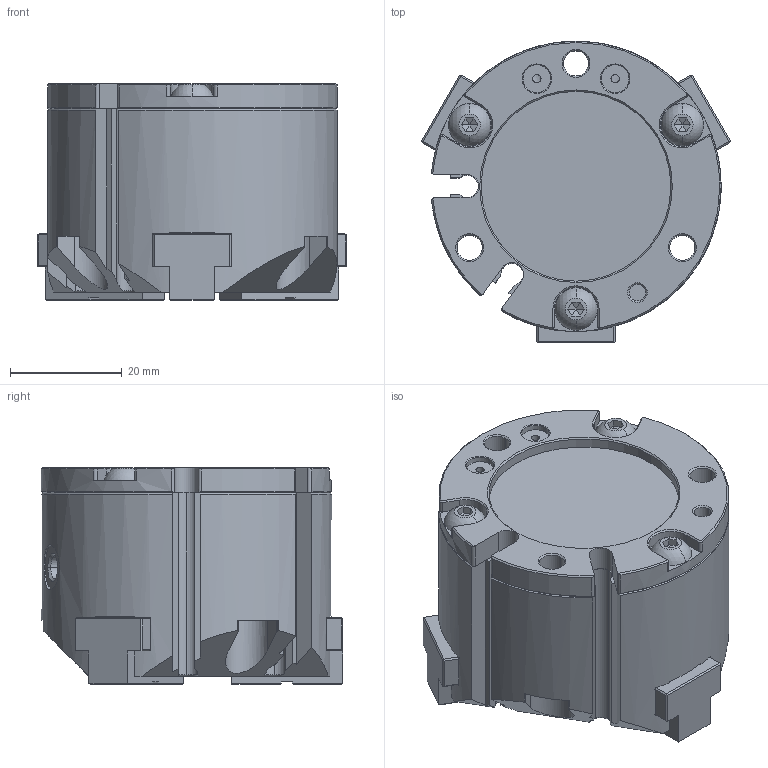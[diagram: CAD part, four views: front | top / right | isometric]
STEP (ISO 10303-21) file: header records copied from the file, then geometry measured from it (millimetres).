
FILE_DESCRIPTION (( 'STEP AP203' ), '1' );
FILE_NAME ('FY46(SN)-SMC-D32三爪总成.STEP', '2020-03-17T08:08:02', ( 'User' ), ( 'Microsoft' ), 'SwSTEP 2.0', 'SolidWorks 2015', '' );
FILE_SCHEMA (( 'CONFIG_CONTROL_DESIGN' ));
Length unit declared in the file: millimetre
Products named in the file (8): hexagon socket button head screws gb_GB_SOCKET_TYPE7 M4X8-N; 1.5875; FY46(SN)-SMC-D32三爪总成; FY46(SN)-SC-D32褲极; FY46(SN)-SMC-D32賑輸; FY46(SN)-SC-D32前盖; cross recessed countersunk head screws gb1_GB_CROSS_SCREWS_TYPE4 M2X5-3.8  H type-N; FY46(SN)-SC-D32綴裔
Assembly tree (13 placements, depth 2):
  FY46(SN)-SMC-D32三爪总成
    FY46(SN)-SC-D32褲极
    FY46(SN)-SMC-D32賑輸  x3
    FY46(SN)-SC-D32前盖
    cross recessed countersunk head screws gb1_GB_CROSS_SCREWS_TYPE4 M2X5-3.8  H type-N  x3
    FY46(SN)-SC-D32綴裔
    hexagon socket button head screws gb_GB_SOCKET_TYPE7 M4X8-N  x3
    1.5875
Bounding box: 55.25 x 54 x 38.85 mm (x, y, z)
Volume: 69899.1 mm3; surface area: 27112.7 mm2
Topology: 13 solids, 13 shells, 766 faces, 1919 edges, 1196 vertices
Faces by surface type: plane 411, cylinder 194, cone 131, bspline 22, sphere 8
Entity records: 19766 total; most frequent: CARTESIAN_POINT 5129, DIRECTION 2839, ORIENTED_EDGE 2836, EDGE_CURVE 1418, AXIS2_PLACEMENT_3D 983, VERTEX_POINT 903, VECTOR 873, LINE 873
